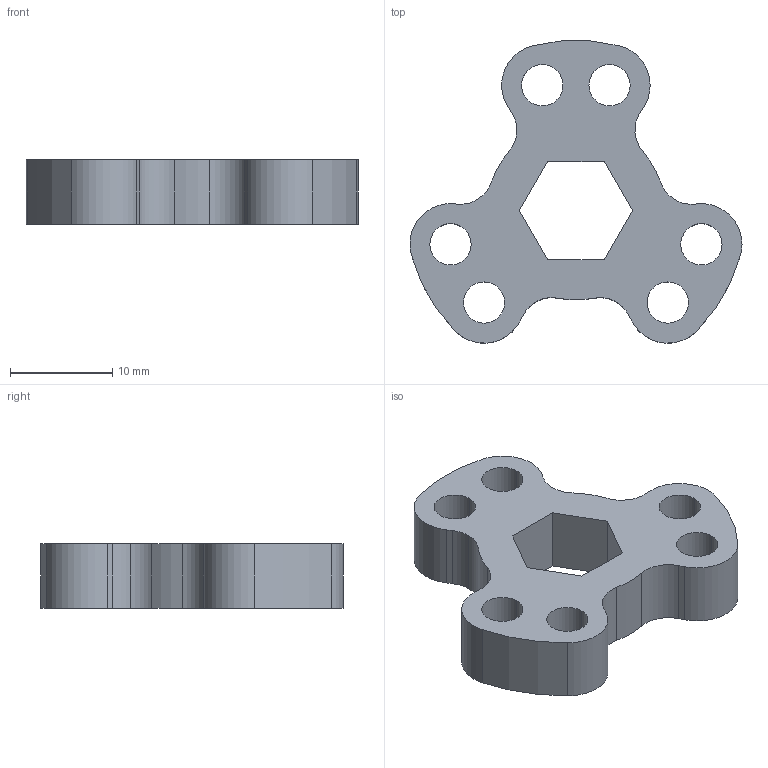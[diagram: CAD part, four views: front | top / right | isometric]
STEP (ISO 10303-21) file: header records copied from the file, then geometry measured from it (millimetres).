
FILE_DESCRIPTION (( 'STEP AP203' ), '1' );
FILE_NAME ('am-4967_hub 3IN Aluminum Omni Wheel 375IN Hex Bore Hub.STEP', '2023-05-05T17:22:44', ( '' ), ( '' ), 'SwSTEP 2.0', 'SolidWorks 2022', '' );
FILE_SCHEMA (( 'CONFIG_CONTROL_DESIGN' ));
Length unit declared in the file: inch
Products named in the file (1): am-4967_hub 3IN Aluminum Omni Wheel 375IN Hex Bore Hub
Bounding box: 32.46 x 29.54 x 6.35 mm (x, y, z)
Volume: 2600.8 mm3; surface area: 2211.1 mm2
Topology: 1 solids, 1 shells, 47 faces, 135 edges, 90 vertices
Faces by surface type: cylinder 33, plane 14
Entity records: 1682 total; most frequent: DIRECTION 297, CARTESIAN_POINT 273, ORIENTED_EDGE 270, EDGE_CURVE 135, AXIS2_PLACEMENT_3D 114, VERTEX_POINT 90, LINE 69, VECTOR 69
